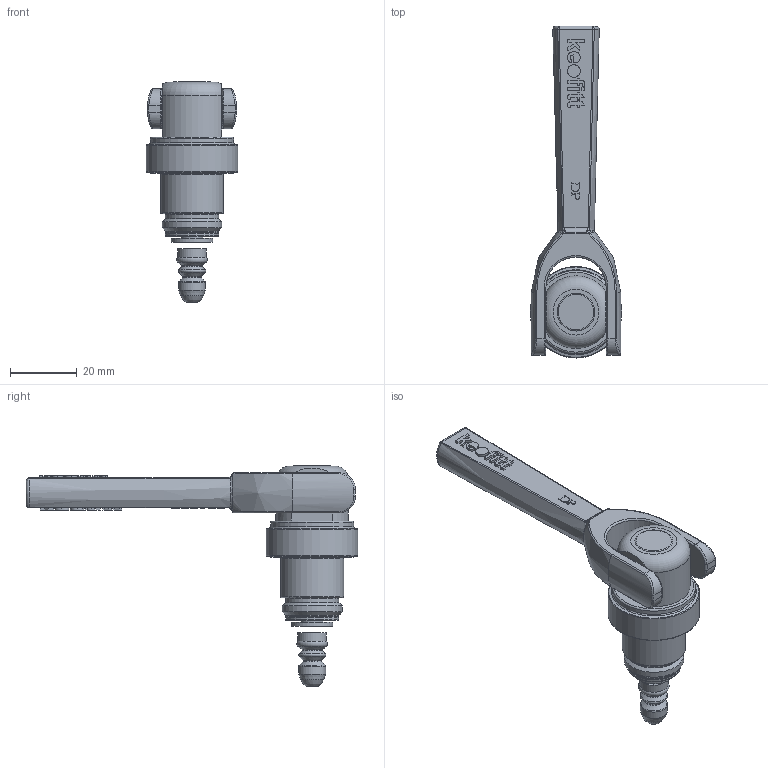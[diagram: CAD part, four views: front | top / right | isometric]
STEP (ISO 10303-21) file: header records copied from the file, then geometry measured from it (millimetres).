
FILE_DESCRIPTION(/* description */ (''),/* implementation_level */ '2;1');
FILE_NAME(/* name */ '445543.stp',/* time_stamp */ '2024-04-03T13:27:38+02:00',/* author */ ('mbs'),/* organization */ (''),/* preprocessor_version */ 'ST-DEVELOPER v18.1',/* originating_system */ 'Autodesk Inventor 2022',/* authorisation */ '');
FILE_SCHEMA (('AUTOMOTIVE_DESIGN { 1 0 10303 214 3 1 1 }'));
Length unit declared in the file: millimetre
Products named in the file (1): 445543
Bounding box: 27.5 x 99.75 x 66.4 mm (x, y, z)
Volume: 28326 mm3; surface area: 10039.8 mm2
Topology: 1 solids, 1 shells, 450 faces, 1182 edges, 756 vertices
Faces by surface type: plane 195, bspline 162, cylinder 46, torus 33, cone 10, sphere 4
Full cylindrical faces by diameter (mm): 6 x2, 6.8 x1, 8.09 x1, 8.6 x1, 12.5 x1, 16 x3, 18 x1, 19 x1, 25 x1, 27.5 x1
Entity records: 16020 total; most frequent: CARTESIAN_POINT 5400, ORIENTED_EDGE 2348, DIRECTION 1646, EDGE_CURVE 1174, VERTEX_POINT 756, LINE 628, VECTOR 628, AXIS2_PLACEMENT_3D 509
